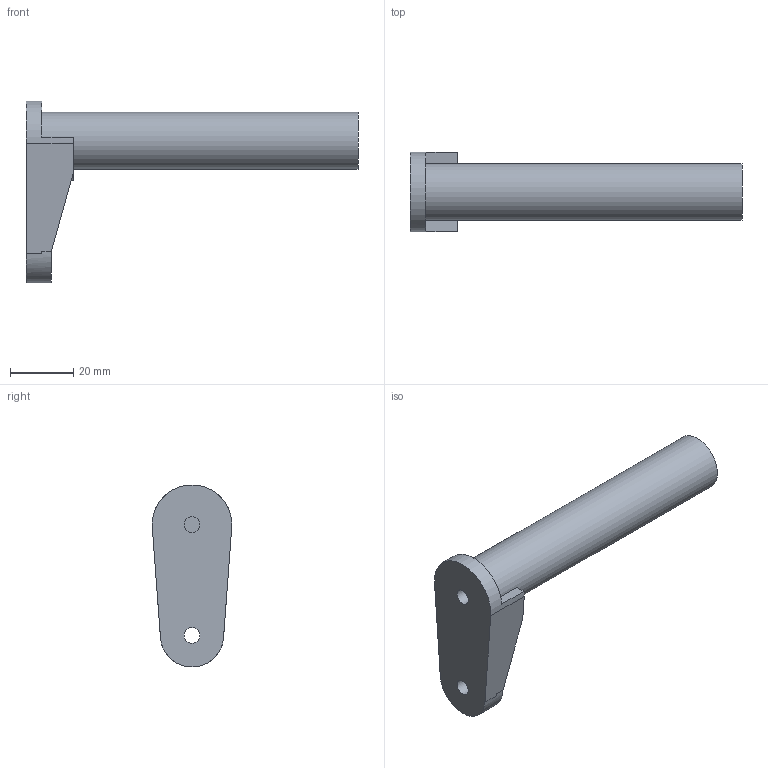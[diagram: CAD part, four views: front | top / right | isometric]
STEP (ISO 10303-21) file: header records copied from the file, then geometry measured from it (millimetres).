
FILE_DESCRIPTION(/* description */ (''),/* implementation_level */ '2;1');
FILE_NAME(/* name */ 'Storagebar v6.stp',/* time_stamp */ '2022-09-22T11:52:35+02:00',/* author */ (''),/* organization */ (''),/* preprocessor_version */ 'ST-DEVELOPER v19',/* originating_system */ 'Autodesk Translation Framework v11.7.0.108',/* authorisation */ '');
FILE_SCHEMA (('AUTOMOTIVE_DESIGN { 1 0 10303 214 3 1 1 }'));
Length unit declared in the file: millimetre
Products named in the file (1): Storagebar
Bounding box: 105 x 25.19 x 57.55 mm (x, y, z)
Volume: 34050.3 mm3; surface area: 10929 mm2
Topology: 2 solids, 2 shells, 29 faces, 74 edges, 48 vertices
Faces by surface type: plane 19, cylinder 8, cone 2
Full cylindrical faces by diameter (mm): 5 x2, 18 x1
Entity records: 926 total; most frequent: DIRECTION 157, CARTESIAN_POINT 152, ORIENTED_EDGE 148, EDGE_CURVE 74, AXIS2_PLACEMENT_3D 53, LINE 51, VECTOR 51, VERTEX_POINT 48
